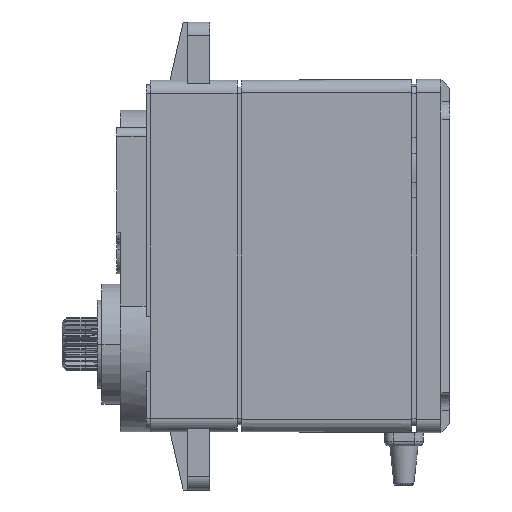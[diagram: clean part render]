
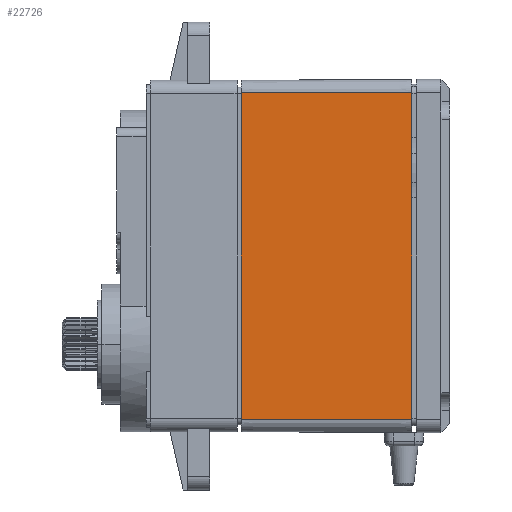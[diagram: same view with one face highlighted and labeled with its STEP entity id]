
A CAD part, left-side view. The second image highlights one B-rep face of the part: STEP entity #22726.
In plain terms, the highlighted planar face has unit normal (-1, 0.005, 0).
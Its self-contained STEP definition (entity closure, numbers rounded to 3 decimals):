
#179=DIRECTION('',(0.,0.,1.));
#180=VECTOR('',#179,37.);
#181=CARTESIAN_POINT('',(-9.9,18.4,3.));
#182=LINE('',#181,#180);
#7523=DIRECTION('',(0.,0.,1.));
#7524=VECTOR('',#7523,37.);
#7525=CARTESIAN_POINT('',(-9.994,-0.9,3.));
#7526=LINE('',#7525,#7524);
#11533=DIRECTION('',(0.005,1.,0.));
#11534=VECTOR('',#11533,19.3);
#11535=CARTESIAN_POINT('',(-9.994,-0.9,3.));
#11536=LINE('',#11535,#11534);
#11540=DIRECTION('',(0.005,1.,0.));
#11541=VECTOR('',#11540,19.3);
#11542=CARTESIAN_POINT('',(-9.994,-0.9,40.));
#11543=LINE('',#11542,#11541);
#11742=CARTESIAN_POINT('',(-9.9,18.4,3.));
#11743=VERTEX_POINT('',#11742);
#11744=CARTESIAN_POINT('',(-9.9,18.4,40.));
#11745=VERTEX_POINT('',#11744);
#11757=CARTESIAN_POINT('',(-9.994,-0.9,3.));
#11759=VERTEX_POINT('',#11757);
#11760=CARTESIAN_POINT('',(-9.994,-0.9,40.));
#11761=VERTEX_POINT('',#11760);
#22714=CARTESIAN_POINT('',(-10.,-2.1,3.));
#22715=DIRECTION('',(1.,-0.005,0.));
#22716=DIRECTION('',(0.005,1.,0.));
#22717=AXIS2_PLACEMENT_3D('',#22714,#22715,#22716);
#22718=PLANE('',#22717);
#22719=ORIENTED_EDGE('',*,*,#13412,.T.);
#22721=ORIENTED_EDGE('',*,*,#22720,.F.);
#22722=ORIENTED_EDGE('',*,*,#18876,.F.);
#22723=ORIENTED_EDGE('',*,*,#22707,.T.);
#22724=EDGE_LOOP('',(#22719,#22721,#22722,#22723));
#22725=FACE_OUTER_BOUND('',#22724,.F.);
#22726=ADVANCED_FACE('',(#22725),#22718,.F.);
#13412=EDGE_CURVE('',#11743,#11745,#182,.T.);
#18876=EDGE_CURVE('',#11759,#11761,#7526,.T.);
#22707=EDGE_CURVE('',#11759,#11743,#11536,.T.);
#22720=EDGE_CURVE('',#11761,#11745,#11543,.T.);
